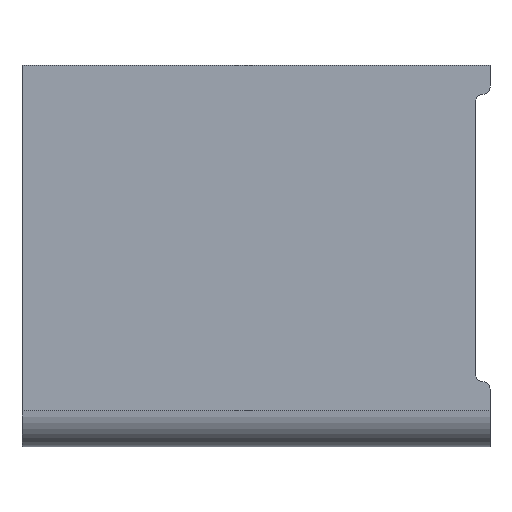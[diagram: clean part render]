
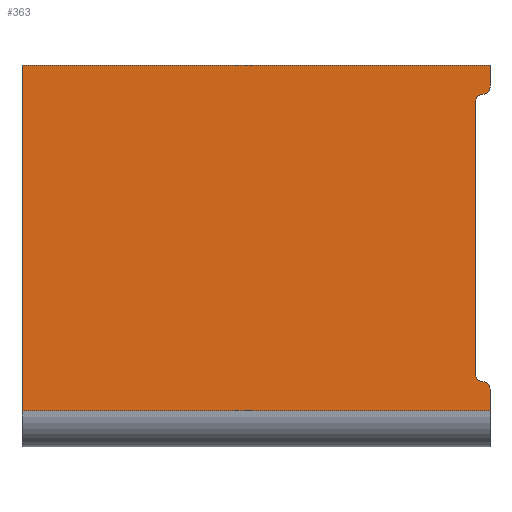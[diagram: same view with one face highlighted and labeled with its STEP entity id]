
A CAD part, left-side view. The second image highlights one B-rep face of the part: STEP entity #363.
In plain terms, the highlighted planar face has unit normal (-1, 0, 0).
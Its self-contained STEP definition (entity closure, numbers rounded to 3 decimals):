
#16=PLANE('',#401);
#33=FACE_OUTER_BOUND('',#55,.T.);
#55=EDGE_LOOP('',(#260,#261,#262,#263,#264,#265,#266,#267,#268,#269));
#77=LINE('',#553,#117);
#81=LINE('',#563,#121);
#82=LINE('',#569,#122);
#83=LINE('',#571,#123);
#84=LINE('',#573,#124);
#85=LINE('',#574,#125);
#117=VECTOR('',#443,10.);
#121=VECTOR('',#451,10.);
#122=VECTOR('',#456,10.);
#123=VECTOR('',#457,10.);
#124=VECTOR('',#458,10.);
#125=VECTOR('',#459,10.);
#155=CIRCLE('',#398,5.);
#157=CIRCLE('',#402,5.);
#158=CIRCLE('',#403,5.);
#159=CIRCLE('',#404,5.);
#167=VERTEX_POINT('',#543);
#168=VERTEX_POINT('',#544);
#171=VERTEX_POINT('',#552);
#174=VERTEX_POINT('',#560);
#175=VERTEX_POINT('',#562);
#176=VERTEX_POINT('',#564);
#177=VERTEX_POINT('',#566);
#178=VERTEX_POINT('',#568);
#179=VERTEX_POINT('',#570);
#180=VERTEX_POINT('',#572);
#199=EDGE_CURVE('',#167,#168,#155,.T.);
#203=EDGE_CURVE('',#168,#171,#77,.T.);
#207=EDGE_CURVE('',#174,#167,#157,.T.);
#208=EDGE_CURVE('',#174,#175,#81,.T.);
#209=EDGE_CURVE('',#176,#175,#158,.T.);
#210=EDGE_CURVE('',#177,#176,#159,.T.);
#211=EDGE_CURVE('',#178,#177,#82,.T.);
#212=EDGE_CURVE('',#179,#178,#83,.T.);
#213=EDGE_CURVE('',#179,#180,#84,.T.);
#214=EDGE_CURVE('',#180,#171,#85,.T.);
#260=ORIENTED_EDGE('',*,*,#199,.F.);
#261=ORIENTED_EDGE('',*,*,#207,.F.);
#262=ORIENTED_EDGE('',*,*,#208,.T.);
#263=ORIENTED_EDGE('',*,*,#209,.F.);
#264=ORIENTED_EDGE('',*,*,#210,.F.);
#265=ORIENTED_EDGE('',*,*,#211,.F.);
#266=ORIENTED_EDGE('',*,*,#212,.F.);
#267=ORIENTED_EDGE('',*,*,#213,.T.);
#268=ORIENTED_EDGE('',*,*,#214,.T.);
#269=ORIENTED_EDGE('',*,*,#203,.F.);
#363=ADVANCED_FACE('',(#33),#16,.T.);
#398=AXIS2_PLACEMENT_3D('',#545,#435,#436);
#401=AXIS2_PLACEMENT_3D('',#559,#447,#448);
#402=AXIS2_PLACEMENT_3D('',#561,#449,#450);
#403=AXIS2_PLACEMENT_3D('',#565,#452,#453);
#404=AXIS2_PLACEMENT_3D('',#567,#454,#455);
#435=DIRECTION('center_axis',(1.,0.,0.));
#436=DIRECTION('ref_axis',(0.,-0.707,0.707));
#443=DIRECTION('',(0.,0.,-1.));
#447=DIRECTION('center_axis',(-1.,0.,0.));
#448=DIRECTION('ref_axis',(0.,0.,-1.));
#449=DIRECTION('center_axis',(-1.,0.,0.));
#450=DIRECTION('ref_axis',(0.,0.707,-0.707));
#451=DIRECTION('',(0.,0.,1.));
#452=DIRECTION('center_axis',(-1.,0.,0.));
#453=DIRECTION('ref_axis',(0.,0.707,0.707));
#454=DIRECTION('center_axis',(1.,0.,0.));
#455=DIRECTION('ref_axis',(0.,-0.707,-0.707));
#456=DIRECTION('',(0.,0.,-1.));
#457=DIRECTION('',(0.,-1.,0.));
#458=DIRECTION('',(0.,0.,-1.));
#459=DIRECTION('',(0.,-1.,0.));
#543=CARTESIAN_POINT('',(-26.6,-10.4,38.45));
#544=CARTESIAN_POINT('',(-26.6,-15.4,33.45));
#545=CARTESIAN_POINT('Origin',(-26.6,-10.4,33.45));
#552=CARTESIAN_POINT('',(-26.6,-15.4,18.3));
#553=CARTESIAN_POINT('',(-26.6,-15.4,258.6));
#559=CARTESIAN_POINT('Origin',(-26.6,310.,258.6));
#560=CARTESIAN_POINT('',(-26.6,-5.4,43.45));
#561=CARTESIAN_POINT('Origin',(-26.6,-10.4,43.45));
#562=CARTESIAN_POINT('',(-26.6,-5.4,233.45));
#563=CARTESIAN_POINT('',(-26.6,-5.4,248.525));
#564=CARTESIAN_POINT('',(-26.6,-10.4,238.45));
#565=CARTESIAN_POINT('Origin',(-26.6,-10.4,233.45));
#566=CARTESIAN_POINT('',(-26.6,-15.4,243.45));
#567=CARTESIAN_POINT('Origin',(-26.6,-10.4,243.45));
#568=CARTESIAN_POINT('',(-26.6,-15.4,258.6));
#569=CARTESIAN_POINT('',(-26.6,-15.4,258.6));
#570=CARTESIAN_POINT('',(-26.6,310.,258.6));
#571=CARTESIAN_POINT('',(-26.6,310.,258.6));
#572=CARTESIAN_POINT('',(-26.6,310.,18.3));
#573=CARTESIAN_POINT('',(-26.6,310.,258.6));
#574=CARTESIAN_POINT('',(-26.6,310.,18.3));
